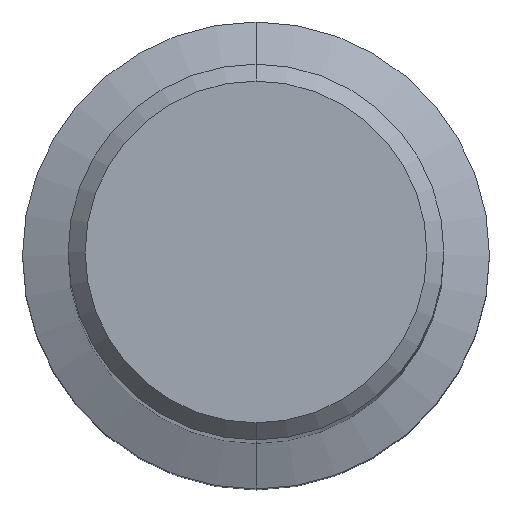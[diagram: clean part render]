
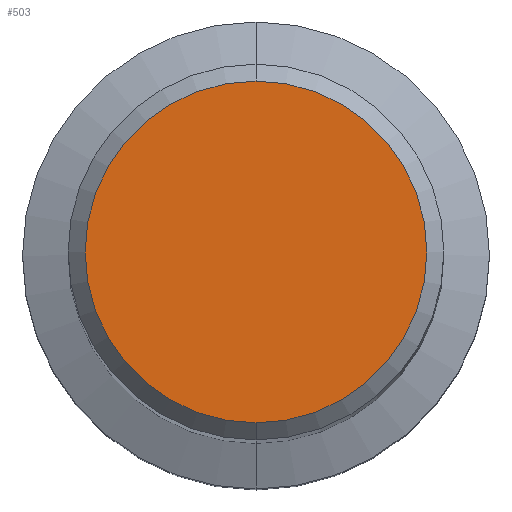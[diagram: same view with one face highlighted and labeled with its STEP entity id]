
A CAD part, top view. The second image highlights one B-rep face of the part: STEP entity #503.
In plain terms, the highlighted planar face has unit normal (0, 0, 1).
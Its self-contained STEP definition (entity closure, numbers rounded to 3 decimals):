
#205=EDGE_CURVE('',#317,#397,#563,.T.);
#243=EDGE_CURVE('',#397,#317,#605,.T.);
#317=VERTEX_POINT('',#684);
#397=VERTEX_POINT('',#775);
#503=ADVANCED_FACE('',(#891),#892,.T.);
#563=CIRCLE('',#948,8.05);
#605=CIRCLE('',#1046,8.05);
#684=CARTESIAN_POINT('',(0.0,8.05,0.0));
#775=CARTESIAN_POINT('',(0.,-8.05,0.0));
#891=FACE_OUTER_BOUND('',#1605,.T.);
#892=PLANE('',#1606);
#948=AXIS2_PLACEMENT_3D('',#1731,#1732,#1733);
#1046=AXIS2_PLACEMENT_3D('',#1777,#1778,#1779);
#1605=EDGE_LOOP('',(#2100,#2101));
#1606=AXIS2_PLACEMENT_3D('',#2102,#2103,#2104);
#1731=CARTESIAN_POINT('',(0.0,0.0,0.0));
#1732=DIRECTION('',(0.0,0.0,-1.0));
#1733=DIRECTION('',(0.0,1.0,0.0));
#1777=CARTESIAN_POINT('',(0.0,0.0,0.0));
#1778=DIRECTION('',(0.0,0.0,-1.0));
#1779=DIRECTION('',(0.0,1.0,0.0));
#2100=ORIENTED_EDGE('',*,*,#205,.F.);
#2101=ORIENTED_EDGE('',*,*,#243,.F.);
#2102=CARTESIAN_POINT('',(0.0,4.025,0.0));
#2103=DIRECTION('',(-0.0,0.0,1.0));
#2104=DIRECTION('',(0.0,-1.0,0.0));
